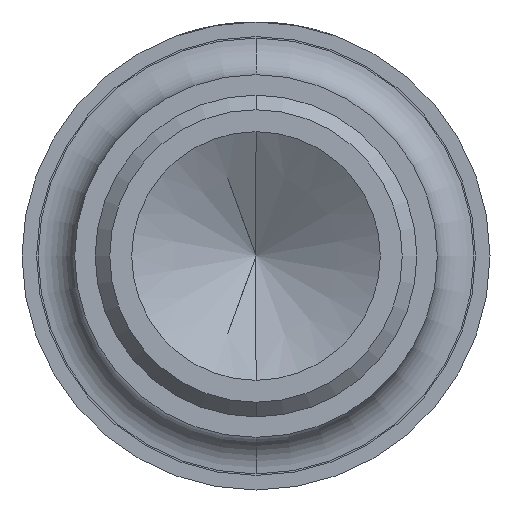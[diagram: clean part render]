
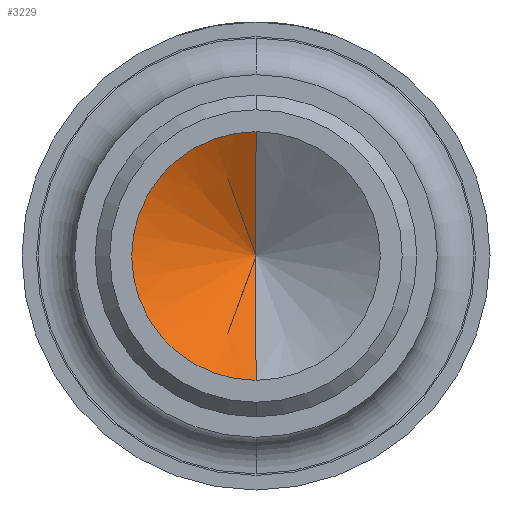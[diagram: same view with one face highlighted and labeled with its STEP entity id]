
A CAD part, front view. The second image highlights one B-rep face of the part: STEP entity #3229.
In plain terms, the highlighted conical face has half-angle 59 degrees and reference radius 0.85 mm.
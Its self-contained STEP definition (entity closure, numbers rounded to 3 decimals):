
#183 = CONICAL_SURFACE ( 'NONE', #2695, 0.85, 1.03 ) ;
#444 = CIRCLE ( 'NONE', #2821, 0.85 ) ;
#613 = CARTESIAN_POINT ( 'NONE',  ( 0., -36.301, 0.85 ) ) ;
#652 = CARTESIAN_POINT ( 'NONE',  ( 0., -36.301, -0.85 ) ) ;
#908 = DIRECTION ( 'NONE',  ( 0., 0., -1. ) ) ;
#944 = EDGE_LOOP ( 'NONE', ( #2068, #952, #1772 ) ) ;
#952 = ORIENTED_EDGE ( 'NONE', *, *, #1806, .T. ) ;
#1053 = LINE ( 'NONE', #613, #1101 ) ;
#1101 = VECTOR ( 'NONE', #3467, 1000. ) ;
#1189 = LINE ( 'NONE', #652, #2727 ) ;
#1465 = VERTEX_POINT ( 'NONE', #1906 ) ;
#1772 = ORIENTED_EDGE ( 'NONE', *, *, #2944, .T. ) ;
#1806 = EDGE_CURVE ( 'NONE', #2971, #3541, #1053, .T. ) ;
#1812 = DIRECTION ( 'NONE',  ( 0., -1., 0. ) ) ;
#1850 = CARTESIAN_POINT ( 'NONE',  ( 0., -35.79, 0. ) ) ;
#1906 = CARTESIAN_POINT ( 'NONE',  ( 0., -36.301, -0.85 ) ) ;
#2068 = ORIENTED_EDGE ( 'NONE', *, *, #2556, .F. ) ;
#2289 = DIRECTION ( 'NONE',  ( 0., -1., 0. ) ) ;
#2556 = EDGE_CURVE ( 'NONE', #2971, #1465, #1189, .T. ) ;
#2689 = CARTESIAN_POINT ( 'NONE',  ( 0., -36.301, 0. ) ) ;
#2695 = AXIS2_PLACEMENT_3D ( 'NONE', #3172, #2289, #908 ) ;
#2727 = VECTOR ( 'NONE', #2938, 1000. ) ;
#2821 = AXIS2_PLACEMENT_3D ( 'NONE', #2689, #1812, #3525 ) ;
#2938 = DIRECTION ( 'NONE',  ( 0., -0.515, -0.857 ) ) ;
#2944 = EDGE_CURVE ( 'Defeature ausgef�hrt2_12+Defeature ausgef�hrt2_13+Defeature ausgef�hrt2_13+Defeature ausgef�hrt2_13', #3541, #1465, #444, .T. ) ;
#2971 = VERTEX_POINT ( 'NONE', #1850 ) ;
#3172 = CARTESIAN_POINT ( 'NONE',  ( 0., -36.301, 0. ) ) ;
#3229 = ADVANCED_FACE ( 'Defeature ausgef�hrt2_12', ( #3600 ), #183, .F. ) ;
#3467 = DIRECTION ( 'NONE',  ( 0., -0.515, 0.857 ) ) ;
#3525 = DIRECTION ( 'NONE',  ( 0., 0., -1. ) ) ;
#3541 = VERTEX_POINT ( 'NONE', #3629 ) ;
#3600 = FACE_OUTER_BOUND ( 'NONE', #944, .T. ) ;
#3629 = CARTESIAN_POINT ( 'NONE',  ( 0., -36.301, 0.85 ) ) ;
